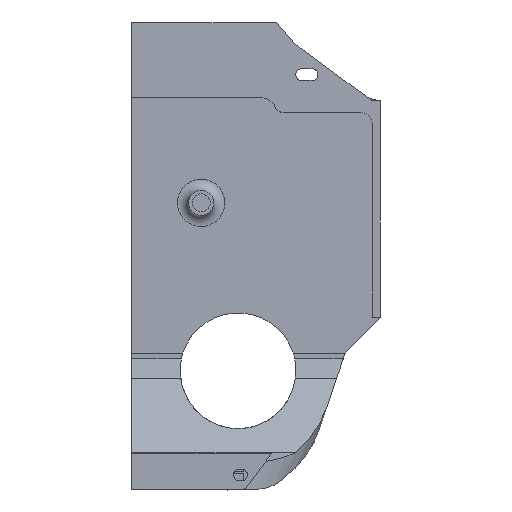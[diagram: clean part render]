
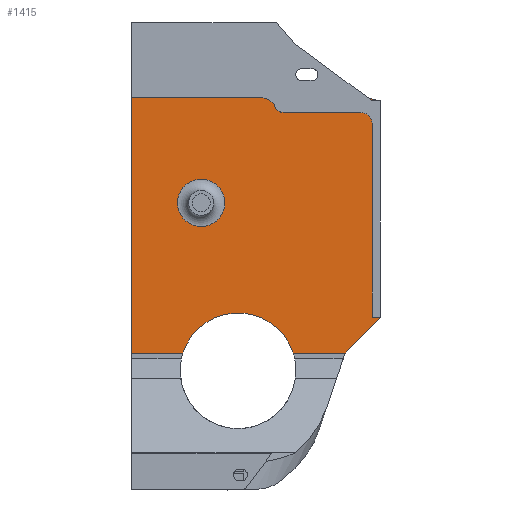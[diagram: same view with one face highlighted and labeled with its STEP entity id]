
A CAD part, left-side view. The second image highlights one B-rep face of the part: STEP entity #1415.
In plain terms, the highlighted planar face has unit normal (-1, 0, 0).
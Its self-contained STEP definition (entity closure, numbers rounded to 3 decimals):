
#47=FACE_BOUND('',#210,.T.);
#71=PLANE('',#1579);
#133=FACE_OUTER_BOUND('',#209,.T.);
#209=EDGE_LOOP('',(#1129,#1130,#1131,#1132,#1133,#1134,#1135,#1136,#1137,
#1138,#1139));
#210=EDGE_LOOP('',(#1140));
#278=CIRCLE('',#1578,20.75);
#279=CIRCLE('',#1580,8.5);
#359=LINE('',#2322,#507);
#360=LINE('',#2324,#508);
#361=LINE('',#2326,#509);
#362=LINE('',#2328,#510);
#363=LINE('',#2330,#511);
#364=LINE('',#2332,#512);
#365=LINE('',#2334,#513);
#366=LINE('',#2336,#514);
#367=LINE('',#2338,#515);
#368=LINE('',#2339,#516);
#507=VECTOR('',#1812,10.);
#508=VECTOR('',#1813,10.);
#509=VECTOR('',#1814,10.);
#510=VECTOR('',#1815,10.);
#511=VECTOR('',#1816,10.);
#512=VECTOR('',#1817,10.);
#513=VECTOR('',#1818,10.);
#514=VECTOR('',#1819,10.);
#515=VECTOR('',#1820,10.);
#516=VECTOR('',#1821,10.);
#669=VERTEX_POINT('',#2313);
#671=VERTEX_POINT('',#2317);
#672=VERTEX_POINT('',#2321);
#673=VERTEX_POINT('',#2323);
#674=VERTEX_POINT('',#2325);
#675=VERTEX_POINT('',#2327);
#676=VERTEX_POINT('',#2329);
#677=VERTEX_POINT('',#2331);
#678=VERTEX_POINT('',#2333);
#679=VERTEX_POINT('',#2335);
#680=VERTEX_POINT('',#2337);
#681=VERTEX_POINT('',#2340);
#836=EDGE_CURVE('',#669,#671,#278,.T.);
#837=EDGE_CURVE('',#672,#671,#359,.T.);
#838=EDGE_CURVE('',#673,#672,#360,.T.);
#839=EDGE_CURVE('',#674,#673,#361,.T.);
#840=EDGE_CURVE('',#674,#675,#362,.T.);
#841=EDGE_CURVE('',#676,#675,#363,.T.);
#842=EDGE_CURVE('',#677,#676,#364,.T.);
#843=EDGE_CURVE('',#678,#677,#365,.T.);
#844=EDGE_CURVE('',#679,#678,#366,.T.);
#845=EDGE_CURVE('',#680,#679,#367,.T.);
#846=EDGE_CURVE('',#669,#680,#368,.T.);
#847=EDGE_CURVE('',#681,#681,#279,.T.);
#1129=ORIENTED_EDGE('',*,*,#836,.T.);
#1130=ORIENTED_EDGE('',*,*,#837,.F.);
#1131=ORIENTED_EDGE('',*,*,#838,.F.);
#1132=ORIENTED_EDGE('',*,*,#839,.F.);
#1133=ORIENTED_EDGE('',*,*,#840,.T.);
#1134=ORIENTED_EDGE('',*,*,#841,.F.);
#1135=ORIENTED_EDGE('',*,*,#842,.F.);
#1136=ORIENTED_EDGE('',*,*,#843,.F.);
#1137=ORIENTED_EDGE('',*,*,#844,.F.);
#1138=ORIENTED_EDGE('',*,*,#845,.F.);
#1139=ORIENTED_EDGE('',*,*,#846,.F.);
#1140=ORIENTED_EDGE('',*,*,#847,.F.);
#1415=ADVANCED_FACE('',(#133,#47),#71,.T.);
#1578=AXIS2_PLACEMENT_3D('',#2319,#1808,#1809);
#1579=AXIS2_PLACEMENT_3D('',#2320,#1810,#1811);
#1580=AXIS2_PLACEMENT_3D('',#2341,#1822,#1823);
#1808=DIRECTION('center_axis',(1.,0.,0.));
#1809=DIRECTION('ref_axis',(0.,0.,
-1.));
#1810=DIRECTION('center_axis',(-1.,0.,0.));
#1811=DIRECTION('ref_axis',(0.,-1.,0.));
#1812=DIRECTION('',(0.,1.,0.));
#1813=DIRECTION('',(0.,0.701,-0.713));
#1814=DIRECTION('',(0.,-1.,0.));
#1815=DIRECTION('',(0.,0.,1.));
#1816=DIRECTION('',(0.,1.,0.));
#1817=DIRECTION('',(0.,-0.978,-0.211));
#1818=DIRECTION('',(0.,0.944,0.33));
#1819=DIRECTION('',(0.,-1.,0.));
#1820=DIRECTION('',(0.,0.,1.));
#1821=DIRECTION('',(0.,1.,0.));
#1822=DIRECTION('center_axis',(-1.,0.,0.));
#1823=DIRECTION('ref_axis',(0.,0.,
-1.));
#2313=CARTESIAN_POINT('',(427.073,22.481,-32.988));
#2317=CARTESIAN_POINT('',(427.073,-17.013,-32.988));
#2319=CARTESIAN_POINT('Origin',(427.073,2.734,-39.361));
#2320=CARTESIAN_POINT('Origin',(427.073,70.928,-72.13));
#2321=CARTESIAN_POINT('',(427.073,-35.677,-32.988));
#2322=CARTESIAN_POINT('',(427.073,-35.677,-32.988));
#2323=CARTESIAN_POINT('',(427.073,-48.351,-20.089));
#2324=CARTESIAN_POINT('',(427.073,-38.846,-29.764));
#2325=CARTESIAN_POINT('',(427.073,-45.351,-20.089));
#2326=CARTESIAN_POINT('',(427.073,-40.183,-20.089));
#2327=CARTESIAN_POINT('',(427.073,-45.351,57.441));
#2328=CARTESIAN_POINT('',(427.073,-45.351,-7.345));
#2329=CARTESIAN_POINT('',(427.073,-48.351,57.441));
#2330=CARTESIAN_POINT('',(427.073,-36.85,57.441));
#2331=CARTESIAN_POINT('',(427.073,-22.347,63.043));
#2332=CARTESIAN_POINT('',(427.073,-41.85,58.841));
#2333=CARTESIAN_POINT('',(427.073,-24.472,62.299));
#2334=CARTESIAN_POINT('',(427.073,-25.327,61.999));
#2335=CARTESIAN_POINT('',(427.073,40.928,62.299));
#2336=CARTESIAN_POINT('',(427.073,55.928,62.299));
#2337=CARTESIAN_POINT('',(427.073,40.928,-32.988));
#2338=CARTESIAN_POINT('',(427.073,40.928,18.128));
#2339=CARTESIAN_POINT('',(427.073,-35.677,-32.988));
#2340=CARTESIAN_POINT('',(427.073,15.965,29.366));
#2341=CARTESIAN_POINT('Origin',(427.073,15.965,20.866));
